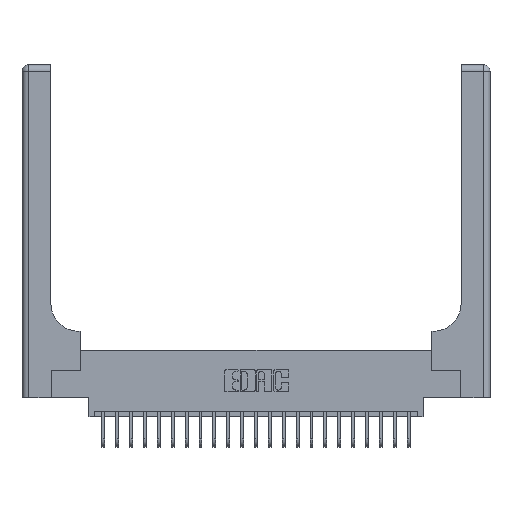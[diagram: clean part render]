
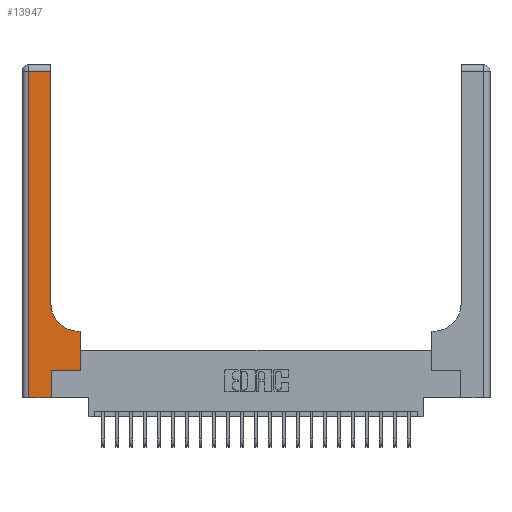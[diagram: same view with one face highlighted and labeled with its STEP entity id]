
A CAD part, top view. The second image highlights one B-rep face of the part: STEP entity #13947.
In plain terms, the highlighted planar face has unit normal (0, 0, 1).
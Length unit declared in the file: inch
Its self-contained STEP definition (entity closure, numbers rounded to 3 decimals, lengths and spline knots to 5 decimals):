
#806 = CARTESIAN_POINT ( 'NONE',  ( 0.51, 0.6, 0.37 ) ) ;
#817 = EDGE_CURVE ( 'NONE', #11877, #14259, #16167, .T. ) ;
#1053 = LINE ( 'NONE', #15005, #11171 ) ;
#1445 = CARTESIAN_POINT ( 'NONE',  ( 0., 0., 0.37 ) ) ;
#1516 = DIRECTION ( 'NONE',  ( -1., 0., 0. ) ) ;
#1537 = VERTEX_POINT ( 'NONE', #13702 ) ;
#2551 = DIRECTION ( 'NONE',  ( 1., 0., 0. ) ) ;
#3142 = CIRCLE ( 'NONE', #18863, 0.25 ) ;
#3224 = ORIENTED_EDGE ( 'NONE', *, *, #817, .T. ) ;
#3424 = VECTOR ( 'NONE', #8426, 39.37008 ) ;
#3558 = VERTEX_POINT ( 'NONE', #10987 ) ;
#3564 = ORIENTED_EDGE ( 'NONE', *, *, #14470, .T. ) ;
#4164 = CARTESIAN_POINT ( 'NONE',  ( 0.265, 0., 0.37 ) ) ;
#4492 = DIRECTION ( 'NONE',  ( 0., 0., -1. ) ) ;
#4698 = EDGE_CURVE ( 'NONE', #19735, #10464, #22445, .T. ) ;
#4843 = FACE_OUTER_BOUND ( 'NONE', #10873, .T. ) ;
#5496 = VECTOR ( 'NONE', #5974, 39.37008 ) ;
#5540 = ORIENTED_EDGE ( 'NONE', *, *, #7417, .T. ) ;
#5702 = VERTEX_POINT ( 'NONE', #10002 ) ;
#5974 = DIRECTION ( 'NONE',  ( -1., 0., 0. ) ) ;
#6103 = CARTESIAN_POINT ( 'NONE',  ( 0.51, 0.85, 0.37 ) ) ;
#6164 = ORIENTED_EDGE ( 'NONE', *, *, #10285, .T. ) ;
#7417 = EDGE_CURVE ( 'NONE', #3558, #11877, #1053, .T. ) ;
#7683 = ORIENTED_EDGE ( 'NONE', *, *, #13690, .T. ) ;
#8426 = DIRECTION ( 'NONE',  ( 1., 0., 0. ) ) ;
#8519 = VERTEX_POINT ( 'NONE', #16201 ) ;
#9137 = CARTESIAN_POINT ( 'NONE',  ( 0.265, 0.25, 0.37 ) ) ;
#9302 = LINE ( 'NONE', #4164, #10954 ) ;
#9517 = VECTOR ( 'NONE', #14508, 39.37008 ) ;
#10002 = CARTESIAN_POINT ( 'NONE',  ( 0.265, 0.25, 0.37 ) ) ;
#10210 = PLANE ( 'NONE',  #16829 ) ;
#10285 = EDGE_CURVE ( 'NONE', #10464, #21815, #11831, .T. ) ;
#10318 = DIRECTION ( 'NONE',  ( -1., 0., 0. ) ) ;
#10464 = VERTEX_POINT ( 'NONE', #17764 ) ;
#10632 = LINE ( 'NONE', #9137, #9517 ) ;
#10873 = EDGE_LOOP ( 'NONE', ( #20996, #6164, #12615, #10970, #7683, #3564, #5540, #3224, #15156 ) ) ;
#10954 = VECTOR ( 'NONE', #12744, 39.37008 ) ;
#10970 = ORIENTED_EDGE ( 'NONE', *, *, #18154, .T. ) ;
#10987 = CARTESIAN_POINT ( 'NONE',  ( 0.528, 0.25, 0.37 ) ) ;
#11171 = VECTOR ( 'NONE', #20277, 39.37008 ) ;
#11252 = EDGE_CURVE ( 'NONE', #21815, #1537, #21145, .T. ) ;
#11831 = LINE ( 'NONE', #17111, #22287 ) ;
#11877 = VERTEX_POINT ( 'NONE', #18639 ) ;
#12197 = LINE ( 'NONE', #1445, #3424 ) ;
#12615 = ORIENTED_EDGE ( 'NONE', *, *, #11252, .T. ) ;
#12744 = DIRECTION ( 'NONE',  ( 0., 1., 0. ) ) ;
#13477 = DIRECTION ( 'NONE',  ( 0., 1., 0. ) ) ;
#13690 = EDGE_CURVE ( 'NONE', #8519, #5702, #9302, .T. ) ;
#13702 = CARTESIAN_POINT ( 'NONE',  ( 0.06, 0., 0.37 ) ) ;
#13711 = CARTESIAN_POINT ( 'NONE',  ( 0.06, 2.94, 0.37 ) ) ;
#13855 = VECTOR ( 'NONE', #17585, 39.37008 ) ;
#13947 = ADVANCED_FACE ( 'NONE', ( #4843 ), #10210, .F. ) ;
#14259 = VERTEX_POINT ( 'NONE', #806 ) ;
#14470 = EDGE_CURVE ( 'NONE', #5702, #3558, #10632, .T. ) ;
#14508 = DIRECTION ( 'NONE',  ( 1., 0., 0. ) ) ;
#15005 = CARTESIAN_POINT ( 'NONE',  ( 0.528, 0.25, 0.37 ) ) ;
#15156 = ORIENTED_EDGE ( 'NONE', *, *, #21320, .T. ) ;
#15361 = CARTESIAN_POINT ( 'NONE',  ( 0., 3., 0.37 ) ) ;
#16167 = LINE ( 'NONE', #18000, #5496 ) ;
#16201 = CARTESIAN_POINT ( 'NONE',  ( 0.265, 0., 0.37 ) ) ;
#16301 = CARTESIAN_POINT ( 'NONE',  ( 0.06, 3., 0.37 ) ) ;
#16319 = CARTESIAN_POINT ( 'NONE',  ( 0.26, 0.85, 0.37 ) ) ;
#16829 = AXIS2_PLACEMENT_3D ( 'NONE', #15361, #17216, #10318 ) ;
#17111 = CARTESIAN_POINT ( 'NONE',  ( 0., 2.94, 0.37 ) ) ;
#17216 = DIRECTION ( 'NONE',  ( 0., 0., -1. ) ) ;
#17585 = DIRECTION ( 'NONE',  ( 0., -1., 0. ) ) ;
#17764 = CARTESIAN_POINT ( 'NONE',  ( 0.26, 2.94, 0.37 ) ) ;
#18000 = CARTESIAN_POINT ( 'NONE',  ( 0.26, 0.6, 0.37 ) ) ;
#18154 = EDGE_CURVE ( 'NONE', #1537, #8519, #12197, .T. ) ;
#18639 = CARTESIAN_POINT ( 'NONE',  ( 0.528, 0.6, 0.37 ) ) ;
#18863 = AXIS2_PLACEMENT_3D ( 'NONE', #6103, #4492, #2551 ) ;
#19735 = VERTEX_POINT ( 'NONE', #16319 ) ;
#20277 = DIRECTION ( 'NONE',  ( 0., 1., 0. ) ) ;
#20603 = CARTESIAN_POINT ( 'NONE',  ( 0.26, 3., 0.37 ) ) ;
#20996 = ORIENTED_EDGE ( 'NONE', *, *, #4698, .T. ) ;
#21145 = LINE ( 'NONE', #16301, #13855 ) ;
#21320 = EDGE_CURVE ( 'NONE', #14259, #19735, #3142, .T. ) ;
#21815 = VERTEX_POINT ( 'NONE', #13711 ) ;
#22287 = VECTOR ( 'NONE', #1516, 39.37008 ) ;
#22445 = LINE ( 'NONE', #20603, #22605 ) ;
#22605 = VECTOR ( 'NONE', #13477, 39.37008 ) ;
